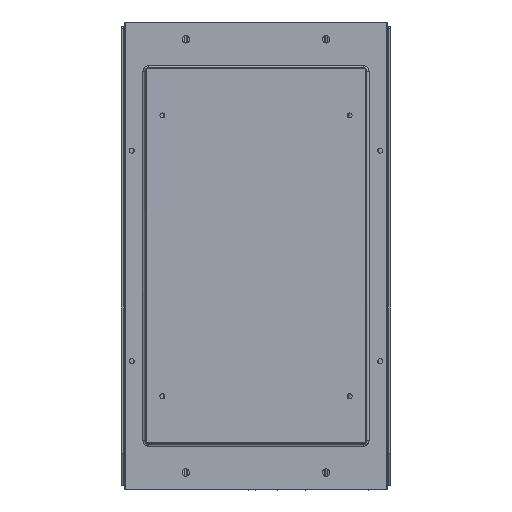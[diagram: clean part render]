
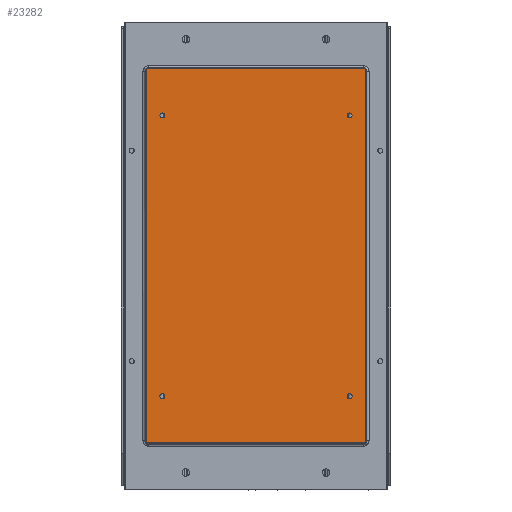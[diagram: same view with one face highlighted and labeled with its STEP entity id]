
A CAD part, top view. The second image highlights one B-rep face of the part: STEP entity #23282.
In plain terms, the highlighted planar face has unit normal (0, 0, 1).
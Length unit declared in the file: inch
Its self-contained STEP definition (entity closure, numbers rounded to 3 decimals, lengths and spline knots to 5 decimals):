
#49 = DIRECTION ( 'NONE',  ( 1., 0., 0. ) ) ;
#284 = DIRECTION ( 'NONE',  ( -1., 0., 0. ) ) ;
#317 = DIRECTION ( 'NONE',  ( 0., 0., 1. ) ) ;
#492 = VERTEX_POINT ( 'NONE', #15341 ) ;
#562 = CARTESIAN_POINT ( 'NONE',  ( 9.18961, -4.55433, 15.41607 ) ) ;
#1055 = CIRCLE ( 'NONE', #8348, 0.05325 ) ;
#1102 = AXIS2_PLACEMENT_3D ( 'NONE', #2346, #17611, #4544 ) ;
#1169 = CARTESIAN_POINT ( 'NONE',  ( 8.78636, -5.55433, 15.41607 ) ) ;
#1743 = EDGE_LOOP ( 'NONE', ( #9772, #9619 ) ) ;
#2037 = PLANE ( 'NONE',  #7239 ) ;
#2063 = EDGE_CURVE ( 'NONE', #10892, #23047, #20534, .T. ) ;
#2282 = EDGE_CURVE ( 'NONE', #18331, #19320, #1055, .T. ) ;
#2346 = CARTESIAN_POINT ( 'NONE',  ( 8.83961, -11.55433, 15.41607 ) ) ;
#2542 = AXIS2_PLACEMENT_3D ( 'NONE', #16538, #3434, #18726 ) ;
#2720 = VERTEX_POINT ( 'NONE', #6963 ) ;
#2871 = FACE_BOUND ( 'NONE', #1743, .T. ) ;
#3292 = AXIS2_PLACEMENT_3D ( 'NONE', #13388, #317, #15582 ) ;
#3434 = DIRECTION ( 'NONE',  ( 0., 0., 1. ) ) ;
#3884 = CARTESIAN_POINT ( 'NONE',  ( 8.83961, -11.55433, 15.41607 ) ) ;
#3999 = ORIENTED_EDGE ( 'NONE', *, *, #28101, .F. ) ;
#4439 = EDGE_LOOP ( 'NONE', ( #25653, #9264, #23468, #6005 ) ) ;
#4544 = DIRECTION ( 'NONE',  ( -1., 0., 0. ) ) ;
#4716 = VERTEX_POINT ( 'NONE', #14291 ) ;
#4864 = CARTESIAN_POINT ( 'NONE',  ( 4.83961, -5.55433, 15.41607 ) ) ;
#4871 = EDGE_CURVE ( 'NONE', #5036, #15531, #22683, .T. ) ;
#5036 = VERTEX_POINT ( 'NONE', #25821 ) ;
#5085 = EDGE_CURVE ( 'NONE', #15531, #4716, #13430, .T. ) ;
#5258 = VECTOR ( 'NONE', #6263, 39.37008 ) ;
#5275 = CARTESIAN_POINT ( 'NONE',  ( 4.83961, -11.55433, 15.41607 ) ) ;
#6005 = ORIENTED_EDGE ( 'NONE', *, *, #5085, .F. ) ;
#6078 = DIRECTION ( 'NONE',  ( -1., 0., 0. ) ) ;
#6263 = DIRECTION ( 'NONE',  ( 0., 1., 0. ) ) ;
#6519 = DIRECTION ( 'NONE',  ( -1., 0., 0. ) ) ;
#6559 = DIRECTION ( 'NONE',  ( -1., 0., 0. ) ) ;
#6859 = EDGE_CURVE ( 'NONE', #23047, #10892, #22951, .T. ) ;
#6963 = CARTESIAN_POINT ( 'NONE',  ( 8.78636, -11.55433, 15.41607 ) ) ;
#7062 = DIRECTION ( 'NONE',  ( -1., 0., 0. ) ) ;
#7210 = EDGE_LOOP ( 'NONE', ( #10435, #3999 ) ) ;
#7239 = AXIS2_PLACEMENT_3D ( 'NONE', #15207, #19594, #6519 ) ;
#7382 = CARTESIAN_POINT ( 'NONE',  ( 8.83961, -5.55433, 15.41607 ) ) ;
#7459 = DIRECTION ( 'NONE',  ( -1., 0., 0. ) ) ;
#7628 = VECTOR ( 'NONE', #49, 39.37008 ) ;
#7989 = CIRCLE ( 'NONE', #18368, 0.05325 ) ;
#8045 = CARTESIAN_POINT ( 'NONE',  ( 4.89286, -5.55433, 15.41607 ) ) ;
#8339 = AXIS2_PLACEMENT_3D ( 'NONE', #26451, #13352, #284 ) ;
#8348 = AXIS2_PLACEMENT_3D ( 'NONE', #5275, #20551, #7459 ) ;
#8839 = VERTEX_POINT ( 'NONE', #14926 ) ;
#9264 = ORIENTED_EDGE ( 'NONE', *, *, #16343, .F. ) ;
#9586 = DIRECTION ( 'NONE',  ( -1., 0., 0. ) ) ;
#9619 = ORIENTED_EDGE ( 'NONE', *, *, #6859, .F. ) ;
#9747 = ORIENTED_EDGE ( 'NONE', *, *, #2282, .F. ) ;
#9768 = LINE ( 'NONE', #13343, #15569 ) ;
#9772 = ORIENTED_EDGE ( 'NONE', *, *, #2063, .F. ) ;
#10208 = CIRCLE ( 'NONE', #1102, 0.05325 ) ;
#10435 = ORIENTED_EDGE ( 'NONE', *, *, #11055, .F. ) ;
#10618 = CIRCLE ( 'NONE', #8339, 0.05325 ) ;
#10892 = VERTEX_POINT ( 'NONE', #1169 ) ;
#11055 = EDGE_CURVE ( 'NONE', #2720, #492, #7989, .T. ) ;
#12156 = EDGE_LOOP ( 'NONE', ( #17411, #19913 ) ) ;
#12429 = FACE_BOUND ( 'NONE', #7210, .T. ) ;
#13103 = CARTESIAN_POINT ( 'NONE',  ( 4.78636, -11.55433, 15.41607 ) ) ;
#13113 = FACE_BOUND ( 'NONE', #12156, .T. ) ;
#13343 = CARTESIAN_POINT ( 'NONE',  ( 4.48961, -12.55433, 15.41607 ) ) ;
#13352 = DIRECTION ( 'NONE',  ( 0., 0., 1. ) ) ;
#13388 = CARTESIAN_POINT ( 'NONE',  ( 8.83961, -5.55433, 15.41607 ) ) ;
#13430 = LINE ( 'NONE', #15314, #7628 ) ;
#14291 = CARTESIAN_POINT ( 'NONE',  ( 9.18961, -4.55433, 15.41607 ) ) ;
#14442 = CARTESIAN_POINT ( 'NONE',  ( 8.89286, -5.55433, 15.41607 ) ) ;
#14926 = CARTESIAN_POINT ( 'NONE',  ( 9.18961, -12.55433, 15.41607 ) ) ;
#15094 = EDGE_CURVE ( 'NONE', #4716, #8839, #21774, .T. ) ;
#15207 = CARTESIAN_POINT ( 'NONE',  ( 4.48961, -4.55433, 15.41607 ) ) ;
#15314 = CARTESIAN_POINT ( 'NONE',  ( 4.48961, -4.55433, 15.41607 ) ) ;
#15341 = CARTESIAN_POINT ( 'NONE',  ( 8.89286, -11.55433, 15.41607 ) ) ;
#15531 = VERTEX_POINT ( 'NONE', #24401 ) ;
#15569 = VECTOR ( 'NONE', #6559, 39.37008 ) ;
#15582 = DIRECTION ( 'NONE',  ( -1., 0., 0. ) ) ;
#15795 = VERTEX_POINT ( 'NONE', #16731 ) ;
#16343 = EDGE_CURVE ( 'NONE', #8839, #5036, #9768, .T. ) ;
#16538 = CARTESIAN_POINT ( 'NONE',  ( 4.83961, -11.55433, 15.41607 ) ) ;
#16731 = CARTESIAN_POINT ( 'NONE',  ( 4.78636, -5.55433, 15.41607 ) ) ;
#17411 = ORIENTED_EDGE ( 'NONE', *, *, #21144, .F. ) ;
#17611 = DIRECTION ( 'NONE',  ( 0., 0., 1. ) ) ;
#18084 = EDGE_CURVE ( 'NONE', #21839, #15795, #10618, .T. ) ;
#18254 = FACE_OUTER_BOUND ( 'NONE', #4439, .T. ) ;
#18331 = VERTEX_POINT ( 'NONE', #28342 ) ;
#18368 = AXIS2_PLACEMENT_3D ( 'NONE', #3884, #19179, #6078 ) ;
#18726 = DIRECTION ( 'NONE',  ( -1., 0., 0. ) ) ;
#19154 = AXIS2_PLACEMENT_3D ( 'NONE', #7382, #22678, #9586 ) ;
#19179 = DIRECTION ( 'NONE',  ( 0., 0., 1. ) ) ;
#19320 = VERTEX_POINT ( 'NONE', #13103 ) ;
#19594 = DIRECTION ( 'NONE',  ( 0., 0., -1. ) ) ;
#19913 = ORIENTED_EDGE ( 'NONE', *, *, #18084, .F. ) ;
#20142 = DIRECTION ( 'NONE',  ( 0., 0., 1. ) ) ;
#20534 = CIRCLE ( 'NONE', #19154, 0.05325 ) ;
#20551 = DIRECTION ( 'NONE',  ( 0., 0., 1. ) ) ;
#20813 = EDGE_CURVE ( 'NONE', #19320, #18331, #22204, .T. ) ;
#21144 = EDGE_CURVE ( 'NONE', #15795, #21839, #23218, .T. ) ;
#21774 = LINE ( 'NONE', #562, #26923 ) ;
#21839 = VERTEX_POINT ( 'NONE', #8045 ) ;
#21992 = ORIENTED_EDGE ( 'NONE', *, *, #20813, .F. ) ;
#22204 = CIRCLE ( 'NONE', #2542, 0.05325 ) ;
#22678 = DIRECTION ( 'NONE',  ( 0., 0., 1. ) ) ;
#22683 = LINE ( 'NONE', #23281, #5258 ) ;
#22951 = CIRCLE ( 'NONE', #3292, 0.05325 ) ;
#23047 = VERTEX_POINT ( 'NONE', #14442 ) ;
#23218 = CIRCLE ( 'NONE', #26365, 0.05325 ) ;
#23282 = ADVANCED_FACE ( 'NONE', ( #18254, #13113, #2871, #24053, #12429 ), #2037, .F. ) ;
#23281 = CARTESIAN_POINT ( 'NONE',  ( 4.48961, -4.55433, 15.41607 ) ) ;
#23468 = ORIENTED_EDGE ( 'NONE', *, *, #15094, .F. ) ;
#23665 = EDGE_LOOP ( 'NONE', ( #21992, #9747 ) ) ;
#24053 = FACE_BOUND ( 'NONE', #23665, .T. ) ;
#24401 = CARTESIAN_POINT ( 'NONE',  ( 4.48961, -4.55433, 15.41607 ) ) ;
#25653 = ORIENTED_EDGE ( 'NONE', *, *, #4871, .F. ) ;
#25821 = CARTESIAN_POINT ( 'NONE',  ( 4.48961, -12.55433, 15.41607 ) ) ;
#26365 = AXIS2_PLACEMENT_3D ( 'NONE', #4864, #20142, #7062 ) ;
#26451 = CARTESIAN_POINT ( 'NONE',  ( 4.83961, -5.55433, 15.41607 ) ) ;
#26734 = DIRECTION ( 'NONE',  ( 0., -1., 0. ) ) ;
#26923 = VECTOR ( 'NONE', #26734, 39.37008 ) ;
#28101 = EDGE_CURVE ( 'NONE', #492, #2720, #10208, .T. ) ;
#28342 = CARTESIAN_POINT ( 'NONE',  ( 4.89286, -11.55433, 15.41607 ) ) ;
